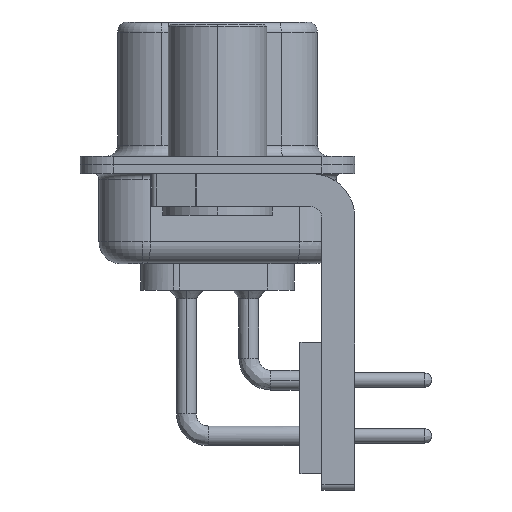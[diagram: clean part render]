
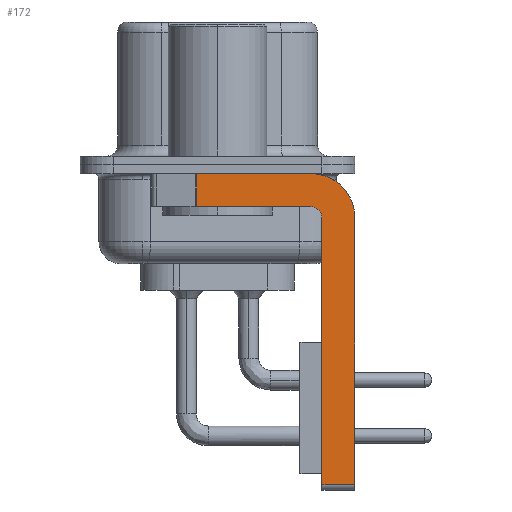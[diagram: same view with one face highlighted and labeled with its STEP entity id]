
A CAD part, left-side view. The second image highlights one B-rep face of the part: STEP entity #172.
In plain terms, the highlighted planar face has unit normal (-1, 0, 0).
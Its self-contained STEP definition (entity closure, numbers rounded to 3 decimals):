
#59 = VECTOR ( 'NONE', #16310, 1000. ) ;
#172 = ADVANCED_FACE ( 'NONE', ( #13179 ), #4940, .F. ) ;
#317 = EDGE_CURVE ( 'NONE', #559, #9776, #18475, .T. ) ;
#371 = CARTESIAN_POINT ( 'NONE',  ( -2.9, 0.978, -1.9 ) ) ;
#475 = LINE ( 'NONE', #10009, #13224 ) ;
#559 = VERTEX_POINT ( 'NONE', #13662 ) ;
#943 = EDGE_CURVE ( 'NONE', #19610, #11969, #7772, .T. ) ;
#1353 = VERTEX_POINT ( 'NONE', #14179 ) ;
#1533 = ORIENTED_EDGE ( 'NONE', *, *, #12000, .F. ) ;
#1690 = CARTESIAN_POINT ( 'NONE',  ( -2.9, -4.25, -2.4 ) ) ;
#2212 = CARTESIAN_POINT ( 'NONE',  ( -2.9, -4.75, -2.4 ) ) ;
#2348 = CARTESIAN_POINT ( 'NONE',  ( -2.9, -4.25, -1.9 ) ) ;
#2444 = ORIENTED_EDGE ( 'NONE', *, *, #943, .F. ) ;
#2519 = LINE ( 'NONE', #17475, #19755 ) ;
#2554 = AXIS2_PLACEMENT_3D ( 'NONE', #1690, #13845, #3435 ) ;
#3044 = DIRECTION ( 'NONE',  ( 0., 0., -1. ) ) ;
#3435 = DIRECTION ( 'NONE',  ( 0., 0., -1. ) ) ;
#4730 = EDGE_CURVE ( 'NONE', #12690, #19610, #20557, .T. ) ;
#4940 = PLANE ( 'NONE',  #5390 ) ;
#5390 = AXIS2_PLACEMENT_3D ( 'NONE', #8219, #7631, #3044 ) ;
#5777 = LINE ( 'NONE', #12853, #59 ) ;
#5978 = ORIENTED_EDGE ( 'NONE', *, *, #13286, .F. ) ;
#5989 = EDGE_LOOP ( 'NONE', ( #1533, #14391, #14073, #2444, #18460, #19117, #12091, #5978 ) ) ;
#6528 = CARTESIAN_POINT ( 'NONE',  ( -2.9, -4.75, -14.55 ) ) ;
#6869 = VECTOR ( 'NONE', #13712, 1000. ) ;
#6889 = CARTESIAN_POINT ( 'NONE',  ( -2.9, -4.25, -0.4 ) ) ;
#6943 = DIRECTION ( 'NONE',  ( -1., 0., 0. ) ) ;
#7400 = DIRECTION ( 'NONE',  ( 0., 0., 1. ) ) ;
#7460 = EDGE_CURVE ( 'NONE', #21569, #1353, #475, .T. ) ;
#7587 = DIRECTION ( 'NONE',  ( 0., 0., -1. ) ) ;
#7631 = DIRECTION ( 'NONE',  ( 1., 0., 0. ) ) ;
#7772 = CIRCLE ( 'NONE', #18977, 0.5 ) ;
#7919 = CIRCLE ( 'NONE', #2554, 2. ) ;
#8219 = CARTESIAN_POINT ( 'NONE',  ( -2.9, -4.25, -2.4 ) ) ;
#9189 = CARTESIAN_POINT ( 'NONE',  ( -2.9, -4.75, -14.8 ) ) ;
#9306 = DIRECTION ( 'NONE',  ( 0., 1., 0. ) ) ;
#9328 = VECTOR ( 'NONE', #19421, 1000. ) ;
#9776 = VERTEX_POINT ( 'NONE', #10717 ) ;
#9876 = LINE ( 'NONE', #17677, #9328 ) ;
#10009 = CARTESIAN_POINT ( 'NONE',  ( -2.9, -6.25, -2.4 ) ) ;
#10717 = CARTESIAN_POINT ( 'NONE',  ( -2.9, 0.978, -1.9 ) ) ;
#11403 = EDGE_CURVE ( 'NONE', #12690, #1353, #9876, .T. ) ;
#11969 = VERTEX_POINT ( 'NONE', #2348 ) ;
#12000 = EDGE_CURVE ( 'NONE', #559, #20006, #5777, .T. ) ;
#12091 = ORIENTED_EDGE ( 'NONE', *, *, #7460, .F. ) ;
#12690 = VERTEX_POINT ( 'NONE', #6528 ) ;
#12853 = CARTESIAN_POINT ( 'NONE',  ( -2.9, 3., -0.4 ) ) ;
#13179 = FACE_OUTER_BOUND ( 'NONE', #5989, .T. ) ;
#13224 = VECTOR ( 'NONE', #7587, 1000. ) ;
#13286 = EDGE_CURVE ( 'NONE', #20006, #21569, #7919, .T. ) ;
#13662 = CARTESIAN_POINT ( 'NONE',  ( -2.9, 0.978, -0.4 ) ) ;
#13712 = DIRECTION ( 'NONE',  ( 0., 0., 1. ) ) ;
#13809 = CARTESIAN_POINT ( 'NONE',  ( -2.9, -4.25, -2.4 ) ) ;
#13845 = DIRECTION ( 'NONE',  ( 1., 0., 0. ) ) ;
#13990 = VECTOR ( 'NONE', #19267, 1000. ) ;
#14073 = ORIENTED_EDGE ( 'NONE', *, *, #21983, .F. ) ;
#14179 = CARTESIAN_POINT ( 'NONE',  ( -2.9, -6.25, -14.55 ) ) ;
#14391 = ORIENTED_EDGE ( 'NONE', *, *, #317, .T. ) ;
#16310 = DIRECTION ( 'NONE',  ( 0., -1., 0. ) ) ;
#16402 = CARTESIAN_POINT ( 'NONE',  ( -2.9, -6.25, -2.4 ) ) ;
#17475 = CARTESIAN_POINT ( 'NONE',  ( -2.9, -4.25, -1.9 ) ) ;
#17677 = CARTESIAN_POINT ( 'NONE',  ( -2.9, -4.25, -14.55 ) ) ;
#18460 = ORIENTED_EDGE ( 'NONE', *, *, #4730, .F. ) ;
#18475 = LINE ( 'NONE', #371, #13990 ) ;
#18977 = AXIS2_PLACEMENT_3D ( 'NONE', #13809, #6943, #7400 ) ;
#19117 = ORIENTED_EDGE ( 'NONE', *, *, #11403, .T. ) ;
#19267 = DIRECTION ( 'NONE',  ( 0., 0., -1. ) ) ;
#19421 = DIRECTION ( 'NONE',  ( 0., -1., 0. ) ) ;
#19610 = VERTEX_POINT ( 'NONE', #2212 ) ;
#19755 = VECTOR ( 'NONE', #9306, 1000. ) ;
#20006 = VERTEX_POINT ( 'NONE', #6889 ) ;
#20557 = LINE ( 'NONE', #9189, #6869 ) ;
#21569 = VERTEX_POINT ( 'NONE', #16402 ) ;
#21983 = EDGE_CURVE ( 'NONE', #11969, #9776, #2519, .T. ) ;
